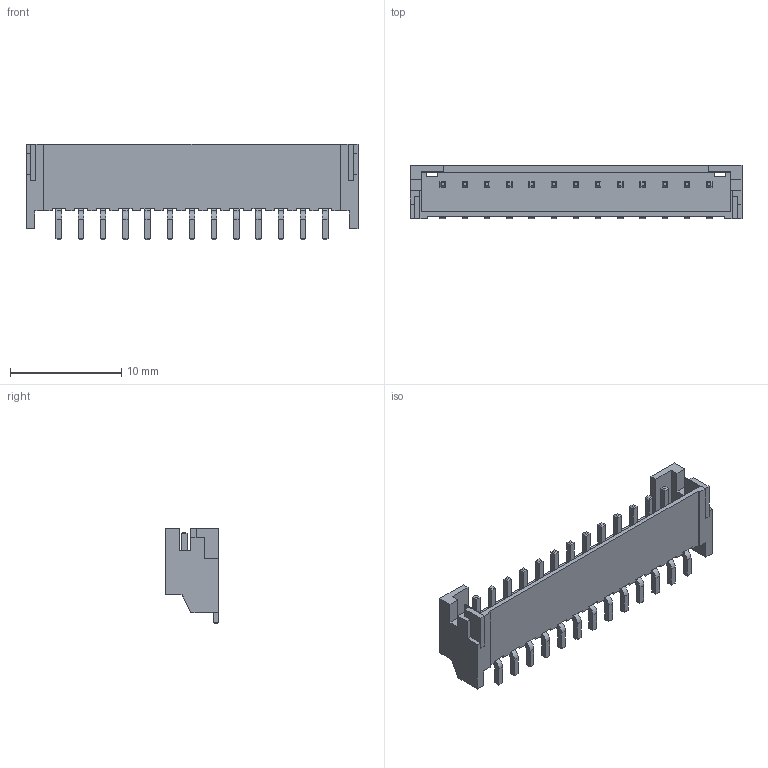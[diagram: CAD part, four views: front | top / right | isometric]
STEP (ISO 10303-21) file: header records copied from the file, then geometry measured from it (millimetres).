
FILE_DESCRIPTION(/* description */ (''),/* implementation_level */ '2;1');
FILE_NAME(/* name */ 'S13B-PH-SM4-TB.stp',/* time_stamp */ '2017-03-17T14:28:27+09:00',/* author */ (''),/* organization */ (''),/* preprocessor_version */ 'ST-DEVELOPER v16.5',/* originating_system */ 'Autodesk Translation Framework v5.2.0.2920',/* authorisation */ '');
FILE_SCHEMA (('AUTOMOTIVE_DESIGN { 1 0 10303 214 3 1 1 }'));
Length unit declared in the file: millimetre
Products named in the file (1): S3B-PH-SM4-TB v8
Bounding box: 29.9 x 4.8 x 8.6 mm (x, y, z)
Volume: 244.1 mm3; surface area: 1213.7 mm2
Topology: 16 solids, 16 shells, 456 faces, 1180 edges, 752 vertices
Faces by surface type: plane 404, cylinder 52
Entity records: 13657 total; most frequent: CARTESIAN_POINT 2389, ORIENTED_EDGE 2360, DIRECTION 2198, EDGE_CURVE 1180, LINE 1076, VECTOR 1076, VERTEX_POINT 752, AXIS2_PLACEMENT_3D 561
